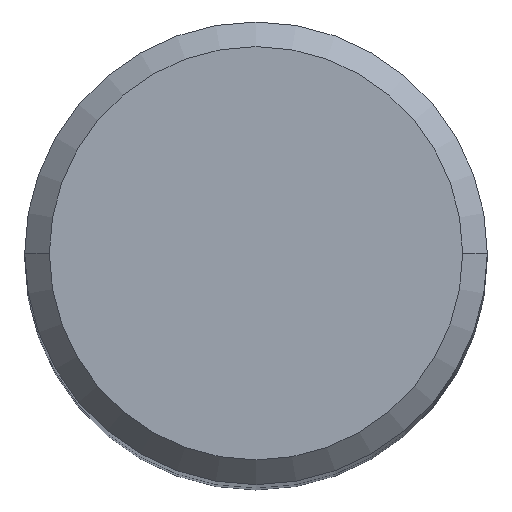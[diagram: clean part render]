
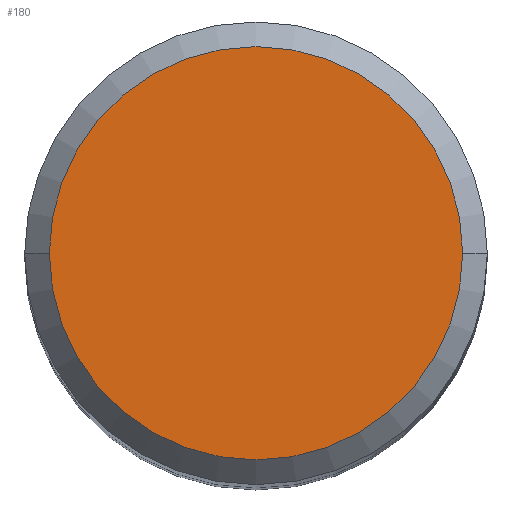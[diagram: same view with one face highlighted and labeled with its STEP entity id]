
A CAD part, top view. The second image highlights one B-rep face of the part: STEP entity #180.
In plain terms, the highlighted planar face has unit normal (0, 0, 1).
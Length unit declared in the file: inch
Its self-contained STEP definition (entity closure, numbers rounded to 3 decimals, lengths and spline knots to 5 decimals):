
#15 = FACE_OUTER_BOUND ( 'NONE', #185, .T. ) ;
#27 = DIRECTION ( 'NONE',  ( 1., 0., 0. ) ) ;
#28 = AXIS2_PLACEMENT_3D ( 'NONE', #372, #208, #199 ) ;
#45 = CIRCLE ( 'NONE', #206, 0.1675 ) ;
#46 = ORIENTED_EDGE ( 'NONE', *, *, #291, .T. ) ;
#84 = DIRECTION ( 'NONE',  ( 0., 0., 1. ) ) ;
#89 = CARTESIAN_POINT ( 'NONE',  ( 0., 0., 0. ) ) ;
#134 = AXIS2_PLACEMENT_3D ( 'NONE', #211, #84, #348 ) ;
#142 = PLANE ( 'NONE',  #28 ) ;
#148 = ORIENTED_EDGE ( 'NONE', *, *, #360, .T. ) ;
#152 = DIRECTION ( 'NONE',  ( 0., 0., 1. ) ) ;
#164 = VERTEX_POINT ( 'NONE', #361 ) ;
#171 = VERTEX_POINT ( 'NONE', #225 ) ;
#180 = ADVANCED_FACE ( 'NONE', ( #15 ), #142, .F. ) ;
#185 = EDGE_LOOP ( 'NONE', ( #148, #46 ) ) ;
#199 = DIRECTION ( 'NONE',  ( -1., 0., 0. ) ) ;
#206 = AXIS2_PLACEMENT_3D ( 'NONE', #89, #152, #27 ) ;
#208 = DIRECTION ( 'NONE',  ( 0., 0., -1. ) ) ;
#211 = CARTESIAN_POINT ( 'NONE',  ( 0., 0., 0. ) ) ;
#216 = CIRCLE ( 'NONE', #134, 0.1675 ) ;
#225 = CARTESIAN_POINT ( 'NONE',  ( -0.1675, 0., 0. ) ) ;
#291 = EDGE_CURVE ( 'NONE', #164, #171, #216, .T. ) ;
#348 = DIRECTION ( 'NONE',  ( 1., 0., 0. ) ) ;
#360 = EDGE_CURVE ( 'NONE', #171, #164, #45, .T. ) ;
#361 = CARTESIAN_POINT ( 'NONE',  ( 0.1675, 0., 0. ) ) ;
#372 = CARTESIAN_POINT ( 'NONE',  ( 0., 0.1675, 0. ) ) ;
